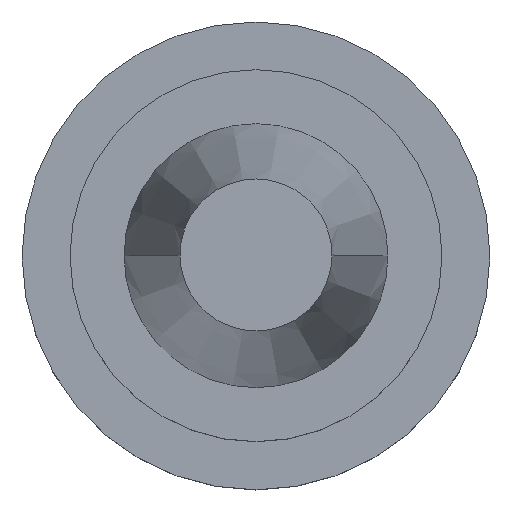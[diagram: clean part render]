
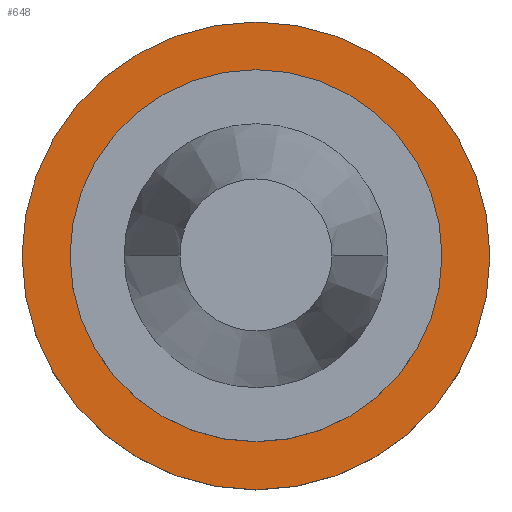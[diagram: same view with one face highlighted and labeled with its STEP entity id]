
A CAD part, top view. The second image highlights one B-rep face of the part: STEP entity #648.
In plain terms, the highlighted planar face has unit normal (0, 0, 1).
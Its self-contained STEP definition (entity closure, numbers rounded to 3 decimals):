
#25 = PLANE ( 'NONE',  #410 ) ;
#31 = CIRCLE ( 'NONE', #478, 61.9 ) ;
#40 = DIRECTION ( 'NONE',  ( -1., 0., 0. ) ) ;
#63 = ORIENTED_EDGE ( 'NONE', *, *, #598, .T. ) ;
#78 = DIRECTION ( 'NONE',  ( 0., 0., 1. ) ) ;
#126 = EDGE_LOOP ( 'NONE', ( #395, #63 ) ) ;
#137 = EDGE_CURVE ( 'NONE', #1005, #528, #31, .T. ) ;
#178 = VERTEX_POINT ( 'NONE', #984 ) ;
#184 = ORIENTED_EDGE ( 'NONE', *, *, #1041, .F. ) ;
#206 = CARTESIAN_POINT ( 'NONE',  ( 0., 34.925, -42. ) ) ;
#237 = EDGE_LOOP ( 'NONE', ( #318, #184 ) ) ;
#275 = AXIS2_PLACEMENT_3D ( 'NONE', #809, #895, #390 ) ;
#318 = ORIENTED_EDGE ( 'NONE', *, *, #894, .F. ) ;
#390 = DIRECTION ( 'NONE',  ( 1., 0., 0. ) ) ;
#395 = ORIENTED_EDGE ( 'NONE', *, *, #137, .T. ) ;
#398 = DIRECTION ( 'NONE',  ( 0., 0., 1. ) ) ;
#400 = DIRECTION ( 'NONE',  ( 1., 0., 0. ) ) ;
#410 = AXIS2_PLACEMENT_3D ( 'NONE', #206, #1020, #40 ) ;
#465 = AXIS2_PLACEMENT_3D ( 'NONE', #666, #1006, #400 ) ;
#478 = AXIS2_PLACEMENT_3D ( 'NONE', #643, #398, #866 ) ;
#528 = VERTEX_POINT ( 'NONE', #634 ) ;
#580 = CARTESIAN_POINT ( 'NONE',  ( 34.925, 0., -42. ) ) ;
#598 = EDGE_CURVE ( 'NONE', #528, #1005, #1011, .T. ) ;
#624 = CIRCLE ( 'NONE', #275, 34.925 ) ;
#634 = CARTESIAN_POINT ( 'NONE',  ( -61.9, 0., -42. ) ) ;
#643 = CARTESIAN_POINT ( 'NONE',  ( 0., 0., -42. ) ) ;
#648 = ADVANCED_FACE ( 'NONE', ( #1035, #963 ), #25, .F. ) ;
#666 = CARTESIAN_POINT ( 'NONE',  ( 0., 0., -42. ) ) ;
#809 = CARTESIAN_POINT ( 'NONE',  ( 0., 0., -42. ) ) ;
#826 = CARTESIAN_POINT ( 'NONE',  ( 0., 0., -42. ) ) ;
#866 = DIRECTION ( 'NONE',  ( 1., 0., 0. ) ) ;
#874 = CIRCLE ( 'NONE', #465, 34.925 ) ;
#894 = EDGE_CURVE ( 'NONE', #995, #178, #624, .T. ) ;
#895 = DIRECTION ( 'NONE',  ( 0., 0., 1. ) ) ;
#908 = CARTESIAN_POINT ( 'NONE',  ( 61.9, 0., -42. ) ) ;
#963 = FACE_OUTER_BOUND ( 'NONE', #126, .T. ) ;
#984 = CARTESIAN_POINT ( 'NONE',  ( -34.925, 0., -42. ) ) ;
#995 = VERTEX_POINT ( 'NONE', #580 ) ;
#1005 = VERTEX_POINT ( 'NONE', #908 ) ;
#1006 = DIRECTION ( 'NONE',  ( 0., 0., 1. ) ) ;
#1011 = CIRCLE ( 'NONE', #1065, 61.9 ) ;
#1020 = DIRECTION ( 'NONE',  ( 0., 0., -1. ) ) ;
#1035 = FACE_BOUND ( 'NONE', #237, .T. ) ;
#1041 = EDGE_CURVE ( 'NONE', #178, #995, #874, .T. ) ;
#1065 = AXIS2_PLACEMENT_3D ( 'NONE', #826, #78, #1089 ) ;
#1089 = DIRECTION ( 'NONE',  ( 1., 0., 0. ) ) ;
